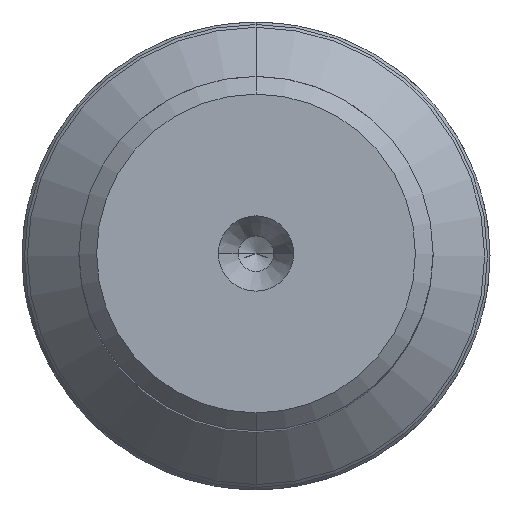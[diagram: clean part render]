
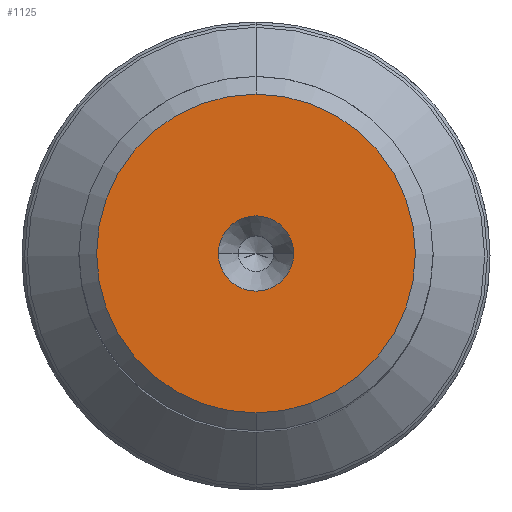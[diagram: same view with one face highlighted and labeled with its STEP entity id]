
A CAD part, top view. The second image highlights one B-rep face of the part: STEP entity #1125.
In plain terms, the highlighted face is planar.
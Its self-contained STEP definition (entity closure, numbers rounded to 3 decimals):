
#497=CARTESIAN_POINT('',(0.,0.,0.));
#498=DIRECTION('',(0.,0.,1.));
#499=DIRECTION('',(0.,1.,0.));
#500=AXIS2_PLACEMENT_3D('',#497,#498,#499);
#505=CARTESIAN_POINT('',(0.,0.,0.));
#506=DIRECTION('',(0.,0.,-1.));
#507=DIRECTION('',(0.,1.,0.));
#508=AXIS2_PLACEMENT_3D('',#505,#506,#507);
#513=CARTESIAN_POINT('',(0.,0.,0.));
#514=DIRECTION('',(0.,0.,-1.));
#515=DIRECTION('',(1.,0.,0.));
#516=AXIS2_PLACEMENT_3D('',#513,#514,#515);
#521=CARTESIAN_POINT('',(0.,0.,0.));
#522=DIRECTION('',(0.,0.,-1.));
#523=DIRECTION('',(-1.,0.,0.));
#524=AXIS2_PLACEMENT_3D('',#521,#522,#523);
#638=CARTESIAN_POINT('',(0.,9.,0.));
#640=VERTEX_POINT('',#638);
#642=CARTESIAN_POINT('',(0.,-9.,0.));
#644=VERTEX_POINT('',#642);
#666=CARTESIAN_POINT('',(2.125,0.,0.));
#667=VERTEX_POINT('',#666);
#668=CARTESIAN_POINT('',(-2.125,0.,0.));
#669=VERTEX_POINT('',#668);
#1110=CARTESIAN_POINT('',(0.,0.,0.));
#1111=DIRECTION('',(0.,0.,-1.));
#1112=DIRECTION('',(0.,-1.,0.));
#1113=AXIS2_PLACEMENT_3D('',#1110,#1111,#1112);
#1114=PLANE('',#1113);
#1115=ORIENTED_EDGE('',*,*,#1103,.F.);
#1116=ORIENTED_EDGE('',*,*,#1092,.T.);
#1117=EDGE_LOOP('',(#1115,#1116));
#1118=FACE_OUTER_BOUND('',#1117,.F.);
#1120=ORIENTED_EDGE('',*,*,#1119,.T.);
#1122=ORIENTED_EDGE('',*,*,#1121,.T.);
#1123=EDGE_LOOP('',(#1120,#1122));
#1124=FACE_BOUND('',#1123,.F.);
#1125=ADVANCED_FACE('',(#1118,#1124),#1114,.T.);
#501=CIRCLE('',#500,9.);
#509=CIRCLE('',#508,9.);
#517=CIRCLE('',#516,2.125);
#525=CIRCLE('',#524,2.125);
#1092=EDGE_CURVE('',#640,#644,#501,.T.);
#1103=EDGE_CURVE('',#640,#644,#509,.T.);
#1119=EDGE_CURVE('',#667,#669,#517,.T.);
#1121=EDGE_CURVE('',#669,#667,#525,.T.);
